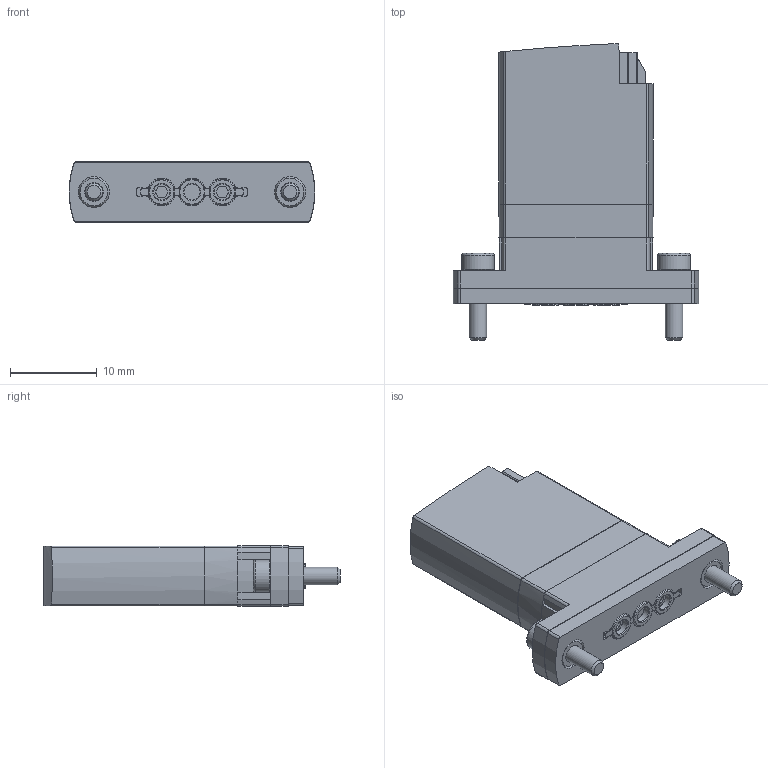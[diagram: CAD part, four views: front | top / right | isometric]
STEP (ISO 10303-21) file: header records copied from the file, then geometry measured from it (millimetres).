
FILE_DESCRIPTION(/* description */ ('STEP AP214'),/* implementation_level */ '2;1');
FILE_NAME(/* name */ '8114566_VYKA-F7-M22C-12-D2-PF-5YQ7',/* time_stamp */ '2024-09-17T23:20:58+02:00',/* author */ ('License CC BY-ND 4.0'),/* organization */ ('CADENAS'),/* preprocessor_version */ 'ST-DEVELOPER v19.3',/* originating_system */ 'PARTsolutions',/* authorisation */ ' ');
FILE_SCHEMA (('AUTOMOTIVE_DESIGN {1 0 10303 214 3 1 1}'));
Length unit declared in the file: millimetre
Products named in the file (3): 8114566 VYKA-F7-M22C-12-D2-PF-5YQ7---(high); 8114566 VYKA-F7-M22C-12-D2-PF-5YQ7---(highP); ISO 14579 M2x8(F)
Assembly tree (3 placements, depth 2):
  8114566 VYKA-F7-M22C-12-D2-PF-5YQ7---(high)
    8114566 VYKA-F7-M22C-12-D2-PF-5YQ7---(highP)
    ISO 14579 M2x8(F)  x2
Bounding box: 28.4 x 34.2 x 7 mm (x, y, z)
Volume: 3823.2 mm3; surface area: 2215.4 mm2
Topology: 3 solids, 3 shells, 279 faces, 759 edges, 490 vertices
Faces by surface type: cylinder 119, plane 118, cone 24, torus 18
Full cylindrical faces by diameter (mm): 1.35 x2, 1.85 x3, 2 x2, 2.15 x2, 3 x3, 3.6 x2, 3.8 x2
Entity records: 9477 total; most frequent: CARTESIAN_POINT 1464, DIRECTION 1369, ORIENTED_EDGE 1298, EDGE_CURVE 649, AXIS2_PLACEMENT_3D 500, VERTEX_POINT 445, LINE 369, VECTOR 369
